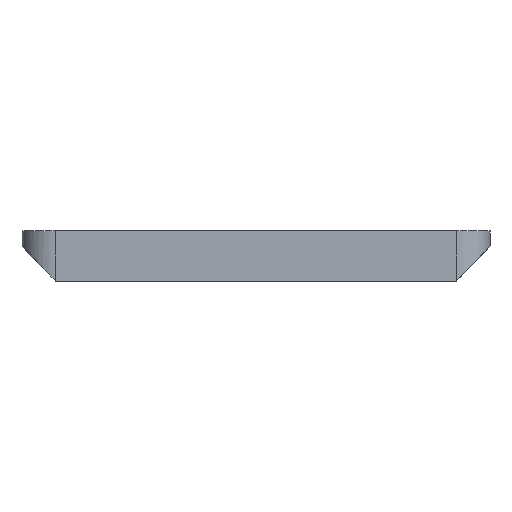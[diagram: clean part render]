
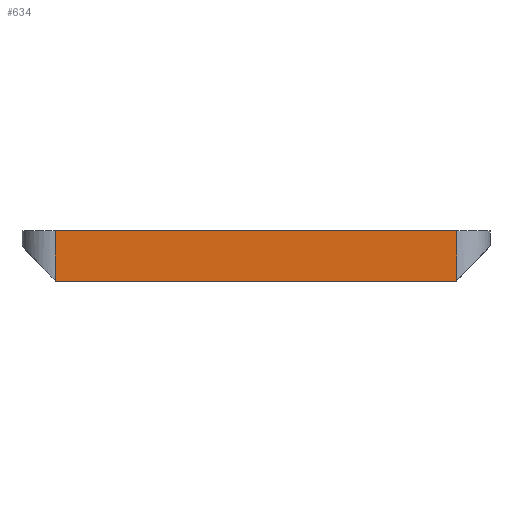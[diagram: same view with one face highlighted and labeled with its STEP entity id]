
A CAD part, front view. The second image highlights one B-rep face of the part: STEP entity #634.
In plain terms, the highlighted planar face has unit normal (0, -1, 0).
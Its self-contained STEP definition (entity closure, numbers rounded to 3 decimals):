
#8 = LINE ( 'NONE', #523, #274 ) ;
#52 = EDGE_CURVE ( 'NONE', #671, #563, #711, .T. ) ;
#146 = EDGE_CURVE ( 'NONE', #671, #321, #8, .T. ) ;
#174 = CARTESIAN_POINT ( 'NONE',  ( 26., 0., 3. ) ) ;
#178 = DIRECTION ( 'NONE',  ( 0., 0., -1. ) ) ;
#274 = VECTOR ( 'NONE', #363, 1000. ) ;
#287 = CARTESIAN_POINT ( 'NONE',  ( 2., 0., 0. ) ) ;
#321 = VERTEX_POINT ( 'NONE', #174 ) ;
#332 = VECTOR ( 'NONE', #702, 1000. ) ;
#363 = DIRECTION ( 'NONE',  ( 1., 0., 0. ) ) ;
#385 = ORIENTED_EDGE ( 'NONE', *, *, #52, .T. ) ;
#395 = CARTESIAN_POINT ( 'NONE',  ( 26., 0., 0. ) ) ;
#426 = ORIENTED_EDGE ( 'NONE', *, *, #685, .F. ) ;
#431 = PLANE ( 'NONE',  #880 ) ;
#481 = EDGE_CURVE ( 'NONE', #563, #872, #551, .T. ) ;
#492 = CARTESIAN_POINT ( 'NONE',  ( 2., 0., 0. ) ) ;
#523 = CARTESIAN_POINT ( 'NONE',  ( 2., 0., 3. ) ) ;
#551 = LINE ( 'NONE', #492, #332 ) ;
#563 = VERTEX_POINT ( 'NONE', #287 ) ;
#588 = CARTESIAN_POINT ( 'NONE',  ( 2., 0., 3. ) ) ;
#634 = ADVANCED_FACE ( 'NONE', ( #646 ), #431, .F. ) ;
#644 = CARTESIAN_POINT ( 'NONE',  ( 2., 0., 3. ) ) ;
#646 = FACE_OUTER_BOUND ( 'NONE', #898, .T. ) ;
#671 = VERTEX_POINT ( 'NONE', #818 ) ;
#685 = EDGE_CURVE ( 'NONE', #321, #872, #894, .T. ) ;
#702 = DIRECTION ( 'NONE',  ( 1., 0., 0. ) ) ;
#711 = LINE ( 'NONE', #644, #759 ) ;
#727 = DIRECTION ( 'NONE',  ( 0., 1., 0. ) ) ;
#759 = VECTOR ( 'NONE', #936, 1000. ) ;
#762 = ORIENTED_EDGE ( 'NONE', *, *, #146, .F. ) ;
#818 = CARTESIAN_POINT ( 'NONE',  ( 2., 0., 3. ) ) ;
#872 = VERTEX_POINT ( 'NONE', #395 ) ;
#877 = DIRECTION ( 'NONE',  ( 0., 0., 1. ) ) ;
#880 = AXIS2_PLACEMENT_3D ( 'NONE', #588, #727, #877 ) ;
#894 = LINE ( 'NONE', #899, #929 ) ;
#898 = EDGE_LOOP ( 'NONE', ( #937, #426, #762, #385 ) ) ;
#899 = CARTESIAN_POINT ( 'NONE',  ( 26., 0., 3. ) ) ;
#929 = VECTOR ( 'NONE', #178, 1000. ) ;
#936 = DIRECTION ( 'NONE',  ( 0., 0., -1. ) ) ;
#937 = ORIENTED_EDGE ( 'NONE', *, *, #481, .T. ) ;
